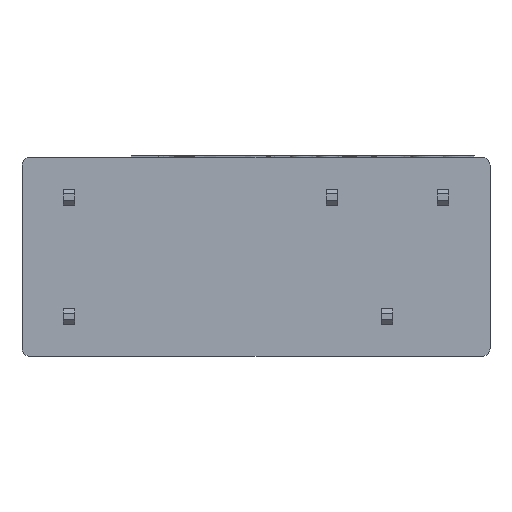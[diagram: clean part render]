
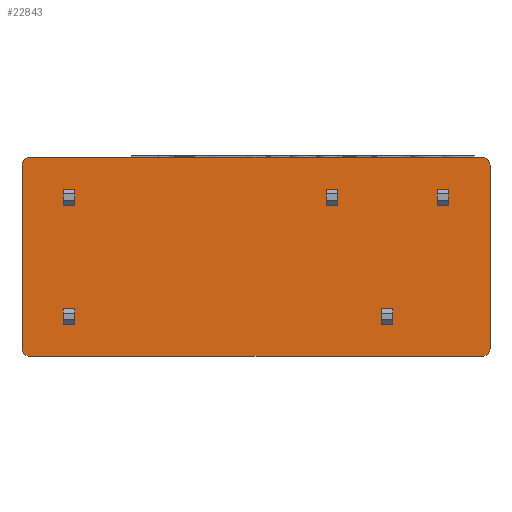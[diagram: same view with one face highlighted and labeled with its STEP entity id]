
A CAD part, front view. The second image highlights one B-rep face of the part: STEP entity #22843.
In plain terms, the highlighted planar face has unit normal (0, -1, 0).
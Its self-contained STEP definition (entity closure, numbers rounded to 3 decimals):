
#197 = AXIS2_PLACEMENT_3D ( 'NONE', #1982, #9987, #20266 ) ;
#307 = ORIENTED_EDGE ( 'NONE', *, *, #13239, .F. ) ;
#676 = EDGE_CURVE ( 'NONE', #23382, #18798, #17692, .T. ) ;
#853 = EDGE_CURVE ( 'NONE', #15300, #18798, #3449, .T. ) ;
#1724 = FACE_OUTER_BOUND ( 'NONE', #18346, .T. ) ;
#1982 = CARTESIAN_POINT ( 'NONE',  ( 28.9, 0., -12. ) ) ;
#2128 = EDGE_CURVE ( 'NONE', #23382, #10815, #20195, .T. ) ;
#2197 = ORIENTED_EDGE ( 'NONE', *, *, #14732, .T. ) ;
#2395 = VECTOR ( 'NONE', #22938, 1000. ) ;
#2409 = CARTESIAN_POINT ( 'NONE',  ( 0.5, 0., -12.5 ) ) ;
#2436 = DIRECTION ( 'NONE',  ( 0., 0., -1. ) ) ;
#2609 = CARTESIAN_POINT ( 'NONE',  ( 28.9, 0., -0.5 ) ) ;
#3341 = CARTESIAN_POINT ( 'NONE',  ( 29.4, 0., -12. ) ) ;
#3449 = CIRCLE ( 'NONE', #10958, 0.5 ) ;
#4378 = EDGE_CURVE ( 'NONE', #8726, #23546, #11502, .T. ) ;
#4837 = CARTESIAN_POINT ( 'NONE',  ( 29.4, 0., -0.5 ) ) ;
#5268 = VERTEX_POINT ( 'NONE', #15173 ) ;
#6129 = ORIENTED_EDGE ( 'NONE', *, *, #676, .F. ) ;
#6207 = EDGE_CURVE ( 'NONE', #5268, #10815, #15221, .T. ) ;
#6229 = DIRECTION ( 'NONE',  ( 0., -1., 0. ) ) ;
#6405 = DIRECTION ( 'NONE',  ( 0., -1., 0. ) ) ;
#7440 = EDGE_CURVE ( 'NONE', #8726, #10024, #12157, .T. ) ;
#7765 = CARTESIAN_POINT ( 'NONE',  ( 0., 0., -12.5 ) ) ;
#8726 = VERTEX_POINT ( 'NONE', #24164 ) ;
#9987 = DIRECTION ( 'NONE',  ( 0., -1., 0. ) ) ;
#10024 = VERTEX_POINT ( 'NONE', #2409 ) ;
#10815 = VERTEX_POINT ( 'NONE', #15507 ) ;
#10958 = AXIS2_PLACEMENT_3D ( 'NONE', #2609, #6405, #16569 ) ;
#11144 = ORIENTED_EDGE ( 'NONE', *, *, #7440, .F. ) ;
#11502 = CIRCLE ( 'NONE', #197, 0.5 ) ;
#12157 = LINE ( 'NONE', #7765, #24097 ) ;
#12302 = CARTESIAN_POINT ( 'NONE',  ( 0., 0., 0. ) ) ;
#13239 = EDGE_CURVE ( 'NONE', #15300, #23546, #21786, .T. ) ;
#13476 = CARTESIAN_POINT ( 'NONE',  ( 0., 0., -12.5 ) ) ;
#14325 = AXIS2_PLACEMENT_3D ( 'NONE', #23444, #17172, #19261 ) ;
#14372 = DIRECTION ( 'NONE',  ( 1., 0., 0. ) ) ;
#14732 = EDGE_CURVE ( 'NONE', #5268, #10024, #19611, .T. ) ;
#15091 = AXIS2_PLACEMENT_3D ( 'NONE', #13476, #15581, #17412 ) ;
#15173 = CARTESIAN_POINT ( 'NONE',  ( 0., 0., -12. ) ) ;
#15187 = PLANE ( 'NONE',  #15091 ) ;
#15221 = LINE ( 'NONE', #23075, #2395 ) ;
#15300 = VERTEX_POINT ( 'NONE', #4837 ) ;
#15507 = CARTESIAN_POINT ( 'NONE',  ( 0., 0., -0.5 ) ) ;
#15581 = DIRECTION ( 'NONE',  ( 0., -1., 0. ) ) ;
#16569 = DIRECTION ( 'NONE',  ( 0., 0., -1. ) ) ;
#17081 = CARTESIAN_POINT ( 'NONE',  ( 0.5, 0., 0. ) ) ;
#17172 = DIRECTION ( 'NONE',  ( 0., -1., 0. ) ) ;
#17272 = CARTESIAN_POINT ( 'NONE',  ( 28.9, 0., 0. ) ) ;
#17412 = DIRECTION ( 'NONE',  ( 0., 0., -1. ) ) ;
#17692 = LINE ( 'NONE', #12302, #19726 ) ;
#18346 = EDGE_LOOP ( 'NONE', ( #20609, #2197, #11144, #19208, #307, #18570, #6129, #24436 ) ) ;
#18570 = ORIENTED_EDGE ( 'NONE', *, *, #853, .T. ) ;
#18798 = VERTEX_POINT ( 'NONE', #17272 ) ;
#19208 = ORIENTED_EDGE ( 'NONE', *, *, #4378, .T. ) ;
#19261 = DIRECTION ( 'NONE',  ( 0., 0., -1. ) ) ;
#19588 = DIRECTION ( 'NONE',  ( 0., 0., -1. ) ) ;
#19611 = CIRCLE ( 'NONE', #20838, 0.5 ) ;
#19726 = VECTOR ( 'NONE', #14372, 1000. ) ;
#20195 = CIRCLE ( 'NONE', #14325, 0.5 ) ;
#20266 = DIRECTION ( 'NONE',  ( 0., 0., -1. ) ) ;
#20609 = ORIENTED_EDGE ( 'NONE', *, *, #6207, .F. ) ;
#20838 = AXIS2_PLACEMENT_3D ( 'NONE', #24113, #6229, #2436 ) ;
#21786 = LINE ( 'NONE', #23623, #22923 ) ;
#21951 = DIRECTION ( 'NONE',  ( -1., 0., 0. ) ) ;
#22843 = ADVANCED_FACE ( 'NONE', ( #1724 ), #15187, .T. ) ;
#22923 = VECTOR ( 'NONE', #19588, 1000. ) ;
#22938 = DIRECTION ( 'NONE',  ( 0., 0., 1. ) ) ;
#23075 = CARTESIAN_POINT ( 'NONE',  ( 0., 0., 0. ) ) ;
#23382 = VERTEX_POINT ( 'NONE', #17081 ) ;
#23444 = CARTESIAN_POINT ( 'NONE',  ( 0.5, 0., -0.5 ) ) ;
#23546 = VERTEX_POINT ( 'NONE', #3341 ) ;
#23623 = CARTESIAN_POINT ( 'NONE',  ( 29.4, 0., 0. ) ) ;
#24097 = VECTOR ( 'NONE', #21951, 1000. ) ;
#24113 = CARTESIAN_POINT ( 'NONE',  ( 0.5, 0., -12. ) ) ;
#24164 = CARTESIAN_POINT ( 'NONE',  ( 28.9, 0., -12.5 ) ) ;
#24436 = ORIENTED_EDGE ( 'NONE', *, *, #2128, .T. ) ;
